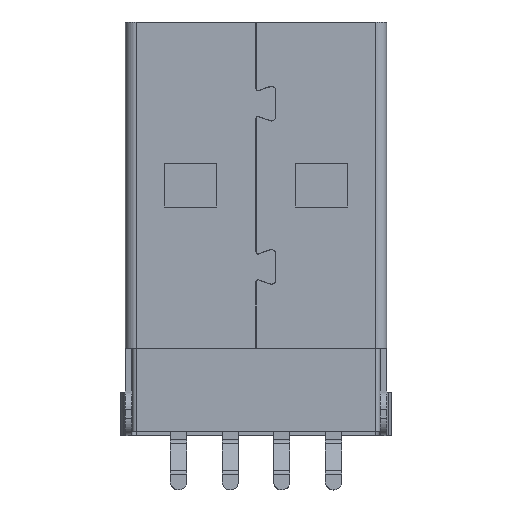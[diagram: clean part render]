
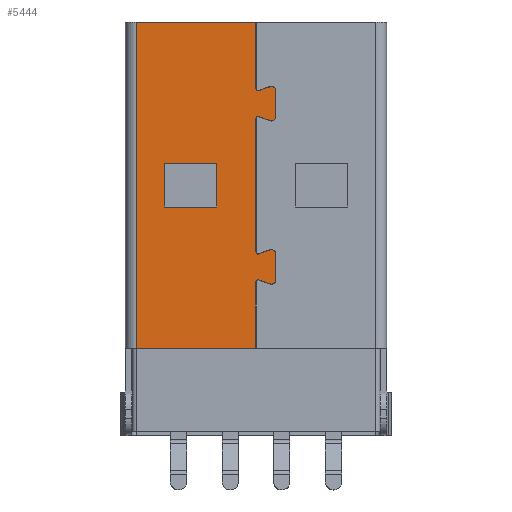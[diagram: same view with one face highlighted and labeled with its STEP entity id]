
A CAD part, front view. The second image highlights one B-rep face of the part: STEP entity #5444.
In plain terms, the highlighted planar face has unit normal (0, -1, 0).
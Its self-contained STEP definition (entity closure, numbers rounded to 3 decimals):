
#136=FACE_BOUND('',#650,.T.);
#148=PLANE('',#5770);
#355=FACE_OUTER_BOUND('',#649,.T.);
#649=EDGE_LOOP('',(#3761,#3762,#3763,#3764,#3765,#3766,#3767,#3768,#3769,
#3770,#3771,#3772,#3773,#3774,#3775,#3776,#3777,#3778,#3779,#3780));
#650=EDGE_LOOP('',(#3781,#3782,#3783,#3784));
#974=LINE('',#7698,#1619);
#975=LINE('',#7701,#1620);
#976=LINE('',#7703,#1621);
#977=LINE('',#7706,#1622);
#978=LINE('',#7708,#1623);
#979=LINE('',#7711,#1624);
#980=LINE('',#7713,#1625);
#981=LINE('',#7716,#1626);
#982=LINE('',#7718,#1627);
#983=LINE('',#7720,#1628);
#984=LINE('',#7722,#1629);
#985=LINE('',#7723,#1630);
#986=LINE('',#7726,#1631);
#987=LINE('',#7728,#1632);
#988=LINE('',#7730,#1633);
#989=LINE('',#7731,#1634);
#1619=VECTOR('',#6230,1000.);
#1620=VECTOR('',#6233,1000.);
#1621=VECTOR('',#6234,1000.);
#1622=VECTOR('',#6237,1000.);
#1623=VECTOR('',#6238,1000.);
#1624=VECTOR('',#6241,1000.);
#1625=VECTOR('',#6242,1000.);
#1626=VECTOR('',#6245,1000.);
#1627=VECTOR('',#6246,1000.);
#1628=VECTOR('',#6247,1000.);
#1629=VECTOR('',#6248,1000.);
#1630=VECTOR('',#6249,1000.);
#1631=VECTOR('',#6250,1000.);
#1632=VECTOR('',#6251,1000.);
#1633=VECTOR('',#6252,1000.);
#1634=VECTOR('',#6253,1000.);
#2233=CIRCLE('',#5747,0.1);
#2235=CIRCLE('',#5750,0.19);
#2237=CIRCLE('',#5753,0.1);
#2239=CIRCLE('',#5756,0.19);
#2248=CIRCLE('',#5771,0.1);
#2249=CIRCLE('',#5772,0.19);
#2250=CIRCLE('',#5773,0.1);
#2251=CIRCLE('',#5774,0.19);
#2338=VERTEX_POINT('',#7594);
#2339=VERTEX_POINT('',#7596);
#2342=VERTEX_POINT('',#7603);
#2343=VERTEX_POINT('',#7605);
#2346=VERTEX_POINT('',#7612);
#2347=VERTEX_POINT('',#7614);
#2350=VERTEX_POINT('',#7621);
#2351=VERTEX_POINT('',#7623);
#2384=VERTEX_POINT('',#7696);
#2385=VERTEX_POINT('',#7697);
#2386=VERTEX_POINT('',#7699);
#2387=VERTEX_POINT('',#7702);
#2388=VERTEX_POINT('',#7704);
#2389=VERTEX_POINT('',#7707);
#2390=VERTEX_POINT('',#7709);
#2391=VERTEX_POINT('',#7712);
#2392=VERTEX_POINT('',#7714);
#2393=VERTEX_POINT('',#7717);
#2394=VERTEX_POINT('',#7719);
#2395=VERTEX_POINT('',#7721);
#2396=VERTEX_POINT('',#7724);
#2397=VERTEX_POINT('',#7725);
#2398=VERTEX_POINT('',#7727);
#2399=VERTEX_POINT('',#7729);
#2886=EDGE_CURVE('',#2338,#2339,#2233,.T.);
#2890=EDGE_CURVE('',#2342,#2343,#2235,.T.);
#2894=EDGE_CURVE('',#2346,#2347,#2237,.T.);
#2898=EDGE_CURVE('',#2350,#2351,#2239,.T.);
#2932=EDGE_CURVE('',#2384,#2385,#974,.T.);
#2933=EDGE_CURVE('',#2386,#2384,#2248,.T.);
#2934=EDGE_CURVE('',#2351,#2386,#975,.T.);
#2935=EDGE_CURVE('',#2387,#2350,#976,.T.);
#2936=EDGE_CURVE('',#2388,#2387,#2249,.T.);
#2937=EDGE_CURVE('',#2347,#2388,#977,.T.);
#2938=EDGE_CURVE('',#2389,#2346,#978,.T.);
#2939=EDGE_CURVE('',#2390,#2389,#2250,.T.);
#2940=EDGE_CURVE('',#2343,#2390,#979,.T.);
#2941=EDGE_CURVE('',#2391,#2342,#980,.T.);
#2942=EDGE_CURVE('',#2392,#2391,#2251,.T.);
#2943=EDGE_CURVE('',#2339,#2392,#981,.T.);
#2944=EDGE_CURVE('',#2393,#2338,#982,.T.);
#2945=EDGE_CURVE('',#2394,#2393,#983,.T.);
#2946=EDGE_CURVE('',#2395,#2394,#984,.T.);
#2947=EDGE_CURVE('',#2395,#2385,#985,.T.);
#2948=EDGE_CURVE('',#2396,#2397,#986,.T.);
#2949=EDGE_CURVE('',#2398,#2396,#987,.T.);
#2950=EDGE_CURVE('',#2399,#2398,#988,.T.);
#2951=EDGE_CURVE('',#2397,#2399,#989,.T.);
#3761=ORIENTED_EDGE('',*,*,#2932,.F.);
#3762=ORIENTED_EDGE('',*,*,#2933,.F.);
#3763=ORIENTED_EDGE('',*,*,#2934,.F.);
#3764=ORIENTED_EDGE('',*,*,#2898,.F.);
#3765=ORIENTED_EDGE('',*,*,#2935,.F.);
#3766=ORIENTED_EDGE('',*,*,#2936,.F.);
#3767=ORIENTED_EDGE('',*,*,#2937,.F.);
#3768=ORIENTED_EDGE('',*,*,#2894,.F.);
#3769=ORIENTED_EDGE('',*,*,#2938,.F.);
#3770=ORIENTED_EDGE('',*,*,#2939,.F.);
#3771=ORIENTED_EDGE('',*,*,#2940,.F.);
#3772=ORIENTED_EDGE('',*,*,#2890,.F.);
#3773=ORIENTED_EDGE('',*,*,#2941,.F.);
#3774=ORIENTED_EDGE('',*,*,#2942,.F.);
#3775=ORIENTED_EDGE('',*,*,#2943,.F.);
#3776=ORIENTED_EDGE('',*,*,#2886,.F.);
#3777=ORIENTED_EDGE('',*,*,#2944,.F.);
#3778=ORIENTED_EDGE('',*,*,#2945,.F.);
#3779=ORIENTED_EDGE('',*,*,#2946,.F.);
#3780=ORIENTED_EDGE('',*,*,#2947,.T.);
#3781=ORIENTED_EDGE('',*,*,#2948,.F.);
#3782=ORIENTED_EDGE('',*,*,#2949,.F.);
#3783=ORIENTED_EDGE('',*,*,#2950,.F.);
#3784=ORIENTED_EDGE('',*,*,#2951,.F.);
#5444=ADVANCED_FACE('',(#355,#136),#148,.T.);
#5747=AXIS2_PLACEMENT_3D('',#7597,#6151,#6152);
#5750=AXIS2_PLACEMENT_3D('',#7606,#6159,#6160);
#5753=AXIS2_PLACEMENT_3D('',#7615,#6167,#6168);
#5756=AXIS2_PLACEMENT_3D('',#7624,#6175,#6176);
#5770=AXIS2_PLACEMENT_3D('',#7695,#6228,#6229);
#5771=AXIS2_PLACEMENT_3D('',#7700,#6231,#6232);
#5772=AXIS2_PLACEMENT_3D('',#7705,#6235,#6236);
#5773=AXIS2_PLACEMENT_3D('',#7710,#6239,#6240);
#5774=AXIS2_PLACEMENT_3D('',#7715,#6243,#6244);
#6151=DIRECTION('center_axis',(0.,-1.,0.));
#6152=DIRECTION('ref_axis',(0.,0.,-1.));
#6159=DIRECTION('center_axis',(0.,1.,0.));
#6160=DIRECTION('ref_axis',(0.,0.,-1.));
#6167=DIRECTION('center_axis',(0.,-1.,0.));
#6168=DIRECTION('ref_axis',(0.,0.,-1.));
#6175=DIRECTION('center_axis',(0.,1.,0.));
#6176=DIRECTION('ref_axis',(0.,0.,-1.));
#6228=DIRECTION('center_axis',(0.,-1.,0.));
#6229=DIRECTION('ref_axis',(0.,0.,-1.));
#6230=DIRECTION('',(0.,0.,-1.));
#6231=DIRECTION('center_axis',(0.,-1.,0.));
#6232=DIRECTION('ref_axis',(0.,0.,-1.));
#6233=DIRECTION('',(-0.938,0.,0.345));
#6234=DIRECTION('',(0.,0.,-1.));
#6235=DIRECTION('center_axis',(0.,1.,0.));
#6236=DIRECTION('ref_axis',(0.,0.,-1.));
#6237=DIRECTION('',(0.938,0.,0.345));
#6238=DIRECTION('',(0.,0.,-1.));
#6239=DIRECTION('center_axis',(0.,-1.,0.));
#6240=DIRECTION('ref_axis',(0.,0.,-1.));
#6241=DIRECTION('',(-0.938,0.,0.345));
#6242=DIRECTION('',(0.,0.,-1.));
#6243=DIRECTION('center_axis',(0.,1.,0.));
#6244=DIRECTION('ref_axis',(0.,0.,-1.));
#6245=DIRECTION('',(0.938,0.,0.345));
#6246=DIRECTION('',(0.002,0.,-1.));
#6247=DIRECTION('',(1.,0.,0.));
#6248=DIRECTION('',(0.,0.,1.));
#6249=DIRECTION('',(1.,0.,0.));
#6250=DIRECTION('',(0.,0.,1.));
#6251=DIRECTION('',(1.,0.,0.));
#6252=DIRECTION('',(0.,0.,-1.));
#6253=DIRECTION('',(-1.,0.,0.));
#7594=CARTESIAN_POINT('',(0.,-2.25,-3.067));
#7596=CARTESIAN_POINT('',(0.135,-2.25,-3.16));
#7597=CARTESIAN_POINT('Origin',(0.1,-2.25,-3.067));
#7603=CARTESIAN_POINT('',(0.9,-2.25,-4.349));
#7605=CARTESIAN_POINT('',(0.644,-2.25,-4.527));
#7606=CARTESIAN_POINT('Origin',(0.71,-2.25,-4.349));
#7612=CARTESIAN_POINT('',(0.,-2.25,-10.567));
#7614=CARTESIAN_POINT('',(0.135,-2.25,-10.66));
#7615=CARTESIAN_POINT('Origin',(0.1,-2.25,-10.567));
#7621=CARTESIAN_POINT('',(0.9,-2.25,-11.849));
#7623=CARTESIAN_POINT('',(0.644,-2.25,-12.027));
#7624=CARTESIAN_POINT('Origin',(0.71,-2.25,-11.849));
#7695=CARTESIAN_POINT('Origin',(-5.5,-2.25,-19.));
#7696=CARTESIAN_POINT('',(0.,-2.25,-11.933));
#7697=CARTESIAN_POINT('',(0.,-2.25,-15.));
#7698=CARTESIAN_POINT('',(0.,-2.25,-11.933));
#7699=CARTESIAN_POINT('',(0.135,-2.25,-11.84));
#7700=CARTESIAN_POINT('Origin',(0.1,-2.25,-11.933));
#7701=CARTESIAN_POINT('',(0.644,-2.25,-12.027));
#7702=CARTESIAN_POINT('',(0.9,-2.25,-10.651));
#7703=CARTESIAN_POINT('',(0.9,-2.25,-10.651));
#7704=CARTESIAN_POINT('',(0.644,-2.25,-10.473));
#7705=CARTESIAN_POINT('Origin',(0.71,-2.25,-10.651));
#7706=CARTESIAN_POINT('',(0.135,-2.25,-10.66));
#7707=CARTESIAN_POINT('',(0.,-2.25,-4.433));
#7708=CARTESIAN_POINT('',(0.,-2.25,-10.567));
#7709=CARTESIAN_POINT('',(0.135,-2.25,-4.34));
#7710=CARTESIAN_POINT('Origin',(0.1,-2.25,-4.433));
#7711=CARTESIAN_POINT('',(0.644,-2.25,-4.527));
#7712=CARTESIAN_POINT('',(0.9,-2.25,-3.151));
#7713=CARTESIAN_POINT('',(0.9,-2.25,-3.151));
#7714=CARTESIAN_POINT('',(0.644,-2.25,-2.973));
#7715=CARTESIAN_POINT('Origin',(0.71,-2.25,-3.151));
#7716=CARTESIAN_POINT('',(0.135,-2.25,-3.16));
#7717=CARTESIAN_POINT('',(-0.005,-2.25,0.));
#7718=CARTESIAN_POINT('',(0.,-2.25,-3.067));
#7719=CARTESIAN_POINT('',(-5.5,-2.25,0.));
#7720=CARTESIAN_POINT('',(-5.5,-2.25,0.));
#7721=CARTESIAN_POINT('',(-5.5,-2.25,-15.));
#7722=CARTESIAN_POINT('',(-5.5,-2.25,-19.));
#7723=CARTESIAN_POINT('',(-6.,-2.25,-15.));
#7724=CARTESIAN_POINT('',(-1.8,-2.25,-8.5));
#7725=CARTESIAN_POINT('',(-1.8,-2.25,-6.5));
#7726=CARTESIAN_POINT('',(-1.8,-2.25,-19.));
#7727=CARTESIAN_POINT('',(-4.2,-2.25,-8.5));
#7728=CARTESIAN_POINT('',(-5.5,-2.25,-8.5));
#7729=CARTESIAN_POINT('',(-4.2,-2.25,-6.5));
#7730=CARTESIAN_POINT('',(-4.2,-2.25,-19.));
#7731=CARTESIAN_POINT('',(-5.5,-2.25,-6.5));
